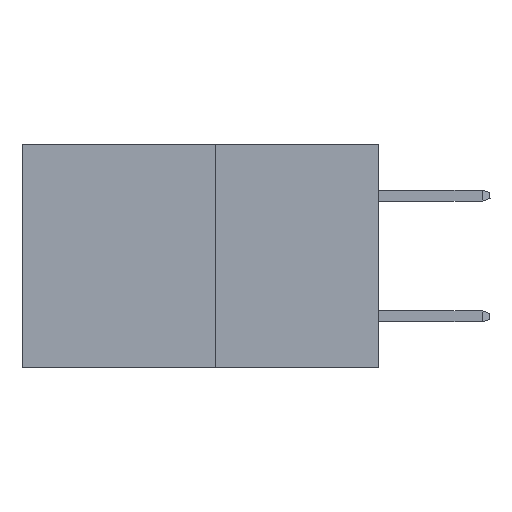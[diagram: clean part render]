
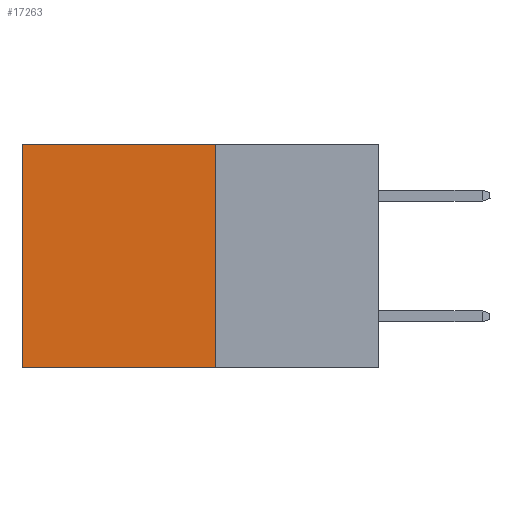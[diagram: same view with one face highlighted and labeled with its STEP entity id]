
A CAD part, left-side view. The second image highlights one B-rep face of the part: STEP entity #17263.
In plain terms, the highlighted planar face has unit normal (-1, 0, 0).
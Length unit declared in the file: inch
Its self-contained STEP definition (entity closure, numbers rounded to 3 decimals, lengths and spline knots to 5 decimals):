
#1198 = EDGE_LOOP ( 'NONE', ( #15801, #27522, #21781, #8423 ) ) ;
#3373 = EDGE_CURVE ( 'NONE', #14018, #13626, #23743, .T. ) ;
#4982 = CARTESIAN_POINT ( 'NONE',  ( 0.277, 0.27, -0.37 ) ) ;
#6247 = DIRECTION ( 'NONE',  ( 0., 1., 0. ) ) ;
#6958 = LINE ( 'NONE', #24240, #35948 ) ;
#8423 = ORIENTED_EDGE ( 'NONE', *, *, #35781, .T. ) ;
#10178 = DIRECTION ( 'NONE',  ( 0., 0., -1. ) ) ;
#10625 = DIRECTION ( 'NONE',  ( 0., 0., -1. ) ) ;
#10874 = EDGE_CURVE ( 'NONE', #26286, #14018, #30976, .T. ) ;
#10973 = DIRECTION ( 'NONE',  ( 0., 0., -1. ) ) ;
#11628 = VECTOR ( 'NONE', #6247, 39.37008 ) ;
#13626 = VERTEX_POINT ( 'NONE', #24296 ) ;
#14018 = VERTEX_POINT ( 'NONE', #34407 ) ;
#14302 = CARTESIAN_POINT ( 'NONE',  ( 0.277, 0.27, 0. ) ) ;
#15400 = DIRECTION ( 'NONE',  ( 0., 1., 0. ) ) ;
#15801 = ORIENTED_EDGE ( 'NONE', *, *, #34369, .T. ) ;
#17263 = ADVANCED_FACE ( 'NONE', ( #35999 ), #19023, .F. ) ;
#19023 = PLANE ( 'NONE',  #34954 ) ;
#21781 = ORIENTED_EDGE ( 'NONE', *, *, #10874, .F. ) ;
#22343 = CARTESIAN_POINT ( 'NONE',  ( 0.277, 0.27, -0.37 ) ) ;
#22866 = VECTOR ( 'NONE', #15400, 39.37008 ) ;
#23743 = LINE ( 'NONE', #35043, #22866 ) ;
#24240 = CARTESIAN_POINT ( 'NONE',  ( 0.277, 0.59, -0.37 ) ) ;
#24296 = CARTESIAN_POINT ( 'NONE',  ( 0.277, 0.59, -0.37 ) ) ;
#25278 = CARTESIAN_POINT ( 'NONE',  ( 0.277, 0.59, 0. ) ) ;
#26286 = VERTEX_POINT ( 'NONE', #14302 ) ;
#26637 = LINE ( 'NONE', #31421, #11628 ) ;
#27477 = DIRECTION ( 'NONE',  ( 1., 0., 0. ) ) ;
#27522 = ORIENTED_EDGE ( 'NONE', *, *, #3373, .F. ) ;
#30096 = VECTOR ( 'NONE', #10973, 39.37008 ) ;
#30976 = LINE ( 'NONE', #22343, #30096 ) ;
#31421 = CARTESIAN_POINT ( 'NONE',  ( 0.277, 0.27, 0. ) ) ;
#34369 = EDGE_CURVE ( 'NONE', #36315, #13626, #6958, .T. ) ;
#34407 = CARTESIAN_POINT ( 'NONE',  ( 0.277, 0.27, -0.37 ) ) ;
#34954 = AXIS2_PLACEMENT_3D ( 'NONE', #4982, #27477, #10625 ) ;
#35043 = CARTESIAN_POINT ( 'NONE',  ( 0.277, 0.27, -0.37 ) ) ;
#35781 = EDGE_CURVE ( 'NONE', #26286, #36315, #26637, .T. ) ;
#35948 = VECTOR ( 'NONE', #10178, 39.37008 ) ;
#35999 = FACE_OUTER_BOUND ( 'NONE', #1198, .T. ) ;
#36315 = VERTEX_POINT ( 'NONE', #25278 ) ;
